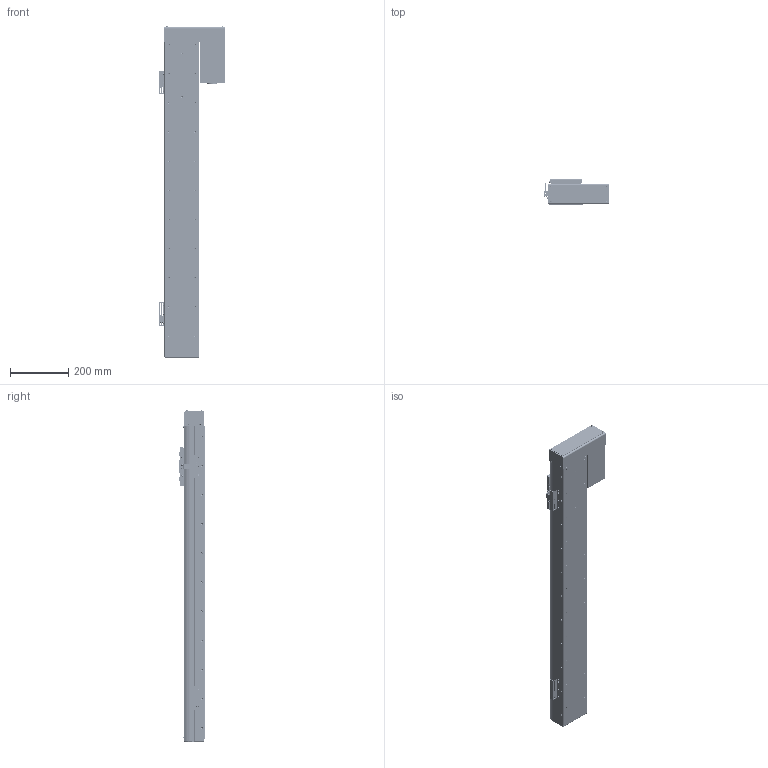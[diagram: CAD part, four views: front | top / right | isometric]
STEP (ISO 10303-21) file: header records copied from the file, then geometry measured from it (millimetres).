
FILE_DESCRIPTION (( 'STEP AP203' ), '1' );
FILE_NAME ('HC120-XXX-PR-800-XX-SL-OF.STEP', '2020-08-04T04:33:14', ( '彌營遵' ), ( '' ), 'SwSTEP 2.0', 'SolidWorks 2013', '' );
FILE_SCHEMA (( 'CONFIG_CONTROL_DESIGN' ));
Length unit declared in the file: millimetre
Products named in the file (45): socket head cap screw_ks_KS 1003 - M6 x 10 x 10-N; STEEL BELT TENSION PLATE-ST800; HC CARRIER-ST800; hg-kr23_-ST800; HRballscrew-ST800; socket head cap screw_ks_KS 1003 - M4 x 10 x 10-N; socket countersunk head screw_am_B18.3.5M - 3 x 0.5 x 10 Socket FCHS  -- 10C; SHAFT-ST800; HR Series motor case cover(奢辨)-ST800; HRbearing cap-ST800; MASensor Brk-ST800_ル遽; socket button head cap screw_am_B18.3.4M - 3 x 0.5 x 8 SBHCS --N; HC CARRIER COVER-ST800; HR Series motor case(奢辨)-ST800; STEEL BELT-ST800; EE-SX-674(奢辨 撫憮)-ST800_ル遽; socket countersunk head screw_am_B18.3.5M - 3 x 0.5 x 6 Socket FCHS  -- 6C; HR15 block-ST800_ル遽; HR Series TENTION PLATE(奢辨)-ST800; STEEL BELT FIX-ST800; BASE-ST800; socket head cap screw_ks_KS 1003 - M3 x 5 x 5-N; socket button head cap screw_am_B18.3.4M - 3 x 0.5 x 5 SBHCS --N; HRballnut-ST800; 醴喀攪-ST800; SUPPOERT BLOCK-ST800; HR15 rail-ST800_ル遽; HC100 SENSOR_1(PR); spring lock washer_ks_KS 1324 - M3; HC SENSOR DOG-ST800; 煽溺-ST800; FRONT PLATE-ST800; BEARING HOUSING(堅薑)-ST800; HC100 SENSOR_2(PR); CARRIER-ST800; HB60 DAMPER-ST800; SIDE COVER2-ST800; FRONT PLATE COVER-ST800; BEARING HOUSING(雖雖)-ST800; HC120-XXX-PR-800-XX-SL-OF ...
Assembly tree (118 placements, depth 3):
  HC120-XXX-PR-800-XX-SL-OF
    BASE-ST800
    HR15 rail-ST800_ル遽  x2
    BEARING HOUSING(堅薑)-ST800
    BEARING HOUSING(雖雖)-ST800
    END COVER-ST800
    HRballscrew-ST800
    HRbearing cap-ST800
    STEEL BELT-ST800
    STEEL BELT FIX-ST800  x2
    SUPPOERT BLOCK-ST800  x2
    煽溺-ST800
      FRONT PLATE-ST800
      FRONT PLATE COVER-ST800
      FRONT PLATE COVER 唯衛璽-ST800
      hg-kr23_-ST800
      HR Series motor case cover(奢辨)-ST800
      HR Series motor case(奢辨)-ST800
      HR Series TENTION PLATE(奢辨)-ST800
      醴喀攪-ST800
    SIDE COVER2-ST800
    SIDE COVER-ST800
    CARRIER-ST800
      HC CARRIER-ST800
      SHAFT-ST800  x12
      HC CARRIER COVER-ST800
      HR15 block-ST800_ル遽  x4
      HRballnut-ST800
      HC SENSOR DOG-ST800
      HB60 DAMPER-ST800  x4
      STEEL BELT TENSION BRK-ST800  x2
      STEEL BELT TENSION PLATE-ST800  x2
      socket countersunk head screw_am_B18.3.5M - 3 x 0.5 x 10 Socket FCHS  -- 10C  x8
      socket button head cap screw_am_B18.3.4M - 3 x 0.5 x 8 SBHCS --N  x4
      socket countersunk head screw_am_B18.3.5M - 3 x 0.5 x 6 Socket FCHS  -- 6C  x4
      socket button head cap screw_am_B18.3.4M - 3 x 0.5 x 5 SBHCS --N  x2
      spring lock washer_ks_KS 1324 - M3  x2
    pan cross head_ks_KS 1023 PC- M3 x 5-N  x16
    socket head cap screw_ks_KS 1003 - M6 x 10 x 10-N  x2
    socket head cap screw_ks_KS 1003 - M4 x 10 x 10-N  x2
    HC100 SENSOR_1(PR)
      MASensor Brk-ST800_ル遽
      EE-SX-674(奢辨 撫憮)-ST800_ル遽  x2
      socket head cap screw_ks_KS 1003 - M3 x 5 x 5-N  x7
      spring lock washer_ks_KS 1324 - M3  x3
    HC100 SENSOR_2(PR)
      MASensor Brk-ST800_ル遽
      EE-SX-674(奢辨 撫憮)-ST800_ル遽
      socket head cap screw_ks_KS 1003 - M3 x 5 x 5-N  x5
      spring lock washer_ks_KS 1324 - M3  x3
Bounding box: 229.15 x 86.5 x 1138.95 mm (x, y, z)
Volume: 3896882.1 mm3; surface area: 1709982.8 mm2
Topology: 114 solids, 114 shells, 4758 faces, 12037 edges, 7392 vertices
Faces by surface type: plane 2169, cylinder 1573, cone 768, torus 200, sphere 46, bspline 2
Entity records: 118411 total; most frequent: CARTESIAN_POINT 47376, DIRECTION 13996, ORIENTED_EDGE 12932, EDGE_CURVE 6466, AXIS2_PLACEMENT_3D 5159, VERTEX_POINT 4164, VECTOR 3678, LINE 3678
